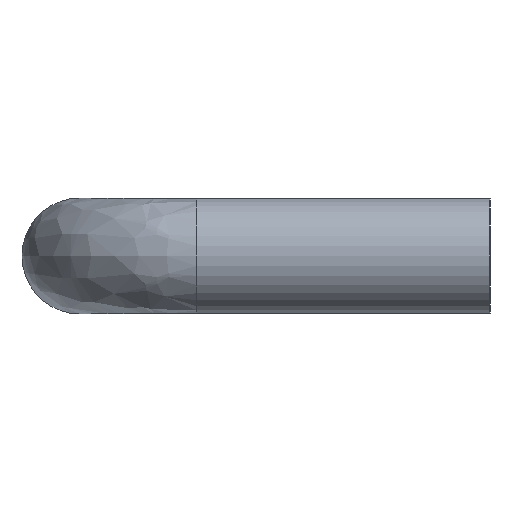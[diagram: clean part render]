
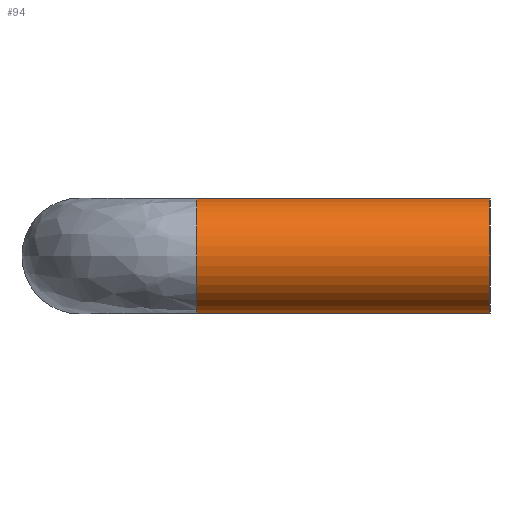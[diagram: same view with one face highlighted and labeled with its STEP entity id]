
A CAD part, left-side view. The second image highlights one B-rep face of the part: STEP entity #94.
In plain terms, the highlighted cylindrical face has radius 3.15 mm (diameter 6.3 mm), a full revolution.
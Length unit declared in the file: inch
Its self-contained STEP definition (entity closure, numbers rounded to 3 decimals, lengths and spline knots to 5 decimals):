
#8 = CIRCLE ( 'NONE', #196, 0.12402 ) ;
#10 = ORIENTED_EDGE ( 'NONE', *, *, #77, .F. ) ;
#12 = CARTESIAN_POINT ( 'NONE',  ( 0., 0., 0. ) ) ;
#62 = CYLINDRICAL_SURFACE ( 'NONE', #201, 0.12402 ) ;
#74 = EDGE_CURVE ( 'NONE', #262, #262, #110, .T. ) ;
#75 = FACE_OUTER_BOUND ( 'NONE', #309, .T. ) ;
#77 = EDGE_CURVE ( 'NONE', #221, #221, #8, .T. ) ;
#93 = DIRECTION ( 'NONE',  ( 0., 0., 1. ) ) ;
#94 = ADVANCED_FACE ( 'NONE', ( #75, #314 ), #62, .T. ) ;
#103 = ORIENTED_EDGE ( 'NONE', *, *, #74, .T. ) ;
#108 = DIRECTION ( 'NONE',  ( 0., 1., 0. ) ) ;
#110 = CIRCLE ( 'NONE', #291, 0.12402 ) ;
#111 = DIRECTION ( 'NONE',  ( 0., 0., 1. ) ) ;
#115 = CARTESIAN_POINT ( 'NONE',  ( 0., 0.62795, 0. ) ) ;
#119 = DIRECTION ( 'NONE',  ( 0., 1., 0. ) ) ;
#133 = CARTESIAN_POINT ( 'NONE',  ( 0., 0., 0.12402 ) ) ;
#136 = DIRECTION ( 'NONE',  ( 0., 1., 0. ) ) ;
#156 = EDGE_LOOP ( 'NONE', ( #10 ) ) ;
#196 = AXIS2_PLACEMENT_3D ( 'NONE', #115, #108, #282 ) ;
#201 = AXIS2_PLACEMENT_3D ( 'NONE', #246, #119, #93 ) ;
#221 = VERTEX_POINT ( 'NONE', #239 ) ;
#239 = CARTESIAN_POINT ( 'NONE',  ( -0.12402, 0.62795, 0. ) ) ;
#246 = CARTESIAN_POINT ( 'NONE',  ( 0., 0., 0. ) ) ;
#262 = VERTEX_POINT ( 'NONE', #133 ) ;
#282 = DIRECTION ( 'NONE',  ( -1., 0., 0. ) ) ;
#291 = AXIS2_PLACEMENT_3D ( 'NONE', #12, #136, #111 ) ;
#309 = EDGE_LOOP ( 'NONE', ( #103 ) ) ;
#314 = FACE_OUTER_BOUND ( 'NONE', #156, .T. ) ;
